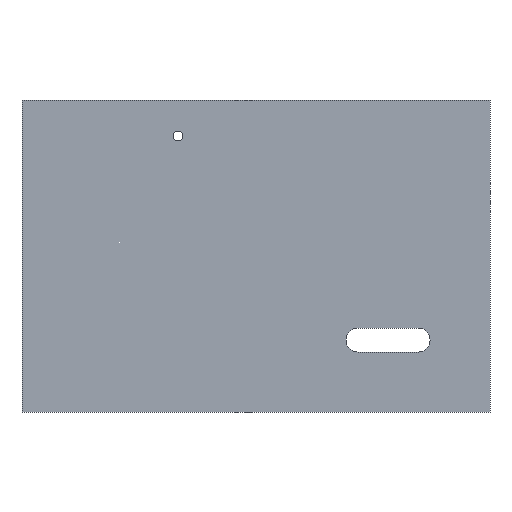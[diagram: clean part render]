
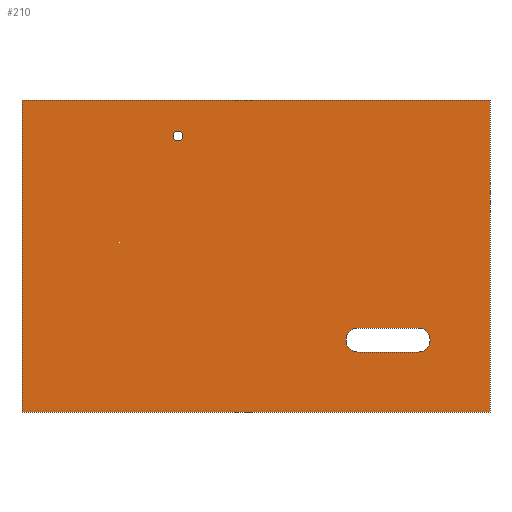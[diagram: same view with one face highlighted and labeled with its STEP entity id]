
A CAD part, front view. The second image highlights one B-rep face of the part: STEP entity #210.
In plain terms, the highlighted planar face has unit normal (0, -1, 0).
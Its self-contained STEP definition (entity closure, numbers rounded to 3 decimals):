
#21=LINE('',#393,#41);
#22=LINE('',#398,#42);
#23=LINE('',#401,#43);
#24=LINE('',#404,#44);
#25=LINE('',#406,#45);
#26=LINE('',#408,#46);
#41=VECTOR('',#334,1000.);
#42=VECTOR('',#337,1000.);
#43=VECTOR('',#340,1000.);
#44=VECTOR('',#341,1000.);
#45=VECTOR('',#342,1000.);
#46=VECTOR('',#343,1000.);
#64=ORIENTED_EDGE('',*,*,#116,.T.);
#65=ORIENTED_EDGE('',*,*,#117,.T.);
#66=ORIENTED_EDGE('',*,*,#118,.T.);
#67=ORIENTED_EDGE('',*,*,#119,.T.);
#68=ORIENTED_EDGE('',*,*,#120,.F.);
#69=ORIENTED_EDGE('',*,*,#121,.F.);
#70=ORIENTED_EDGE('',*,*,#122,.F.);
#71=ORIENTED_EDGE('',*,*,#123,.F.);
#72=ORIENTED_EDGE('',*,*,#124,.T.);
#116=EDGE_CURVE('',#142,#143,#21,.T.);
#117=EDGE_CURVE('',#143,#144,#154,.T.);
#118=EDGE_CURVE('',#144,#145,#22,.T.);
#119=EDGE_CURVE('',#145,#142,#155,.T.);
#120=EDGE_CURVE('',#146,#147,#23,.T.);
#121=EDGE_CURVE('',#148,#146,#24,.T.);
#122=EDGE_CURVE('',#149,#148,#25,.T.);
#123=EDGE_CURVE('',#147,#149,#26,.T.);
#124=EDGE_CURVE('',#150,#150,#156,.T.);
#142=VERTEX_POINT('',#394);
#143=VERTEX_POINT('',#395);
#144=VERTEX_POINT('',#397);
#145=VERTEX_POINT('',#399);
#146=VERTEX_POINT('',#402);
#147=VERTEX_POINT('',#403);
#148=VERTEX_POINT('',#405);
#149=VERTEX_POINT('',#407);
#150=VERTEX_POINT('',#410);
#154=CIRCLE('',#304,5.);
#155=CIRCLE('',#305,5.);
#156=CIRCLE('',#306,2.);
#160=EDGE_LOOP('',(#64,#65,#66,#67));
#161=EDGE_LOOP('',(#68,#69,#70,#71));
#162=EDGE_LOOP('',(#72));
#176=FACE_BOUND('',#160,.T.);
#177=FACE_BOUND('',#161,.T.);
#178=FACE_BOUND('',#162,.T.);
#190=PLANE('',#303);
#210=ADVANCED_FACE('',(#176,#177,#178),#190,.T.);
#303=AXIS2_PLACEMENT_3D('',#392,#332,#333);
#304=AXIS2_PLACEMENT_3D('',#396,#335,#336);
#305=AXIS2_PLACEMENT_3D('',#400,#338,#339);
#306=AXIS2_PLACEMENT_3D('',#409,#344,#345);
#332=DIRECTION('',(0.,-1.,0.));
#333=DIRECTION('',(0.,0.,-1.));
#334=DIRECTION('',(-1.,0.,0.));
#335=DIRECTION('',(0.,1.,0.));
#336=DIRECTION('',(0.,0.,1.));
#337=DIRECTION('',(1.,0.,0.));
#338=DIRECTION('',(0.,1.,0.));
#339=DIRECTION('',(0.,0.,1.));
#340=DIRECTION('',(0.,0.,-1.));
#341=DIRECTION('',(1.,0.,0.));
#342=DIRECTION('',(0.,0.,1.));
#343=DIRECTION('',(-1.,0.,0.));
#344=DIRECTION('',(0.,1.,0.));
#345=DIRECTION('',(0.,0.,1.));
#392=CARTESIAN_POINT('',(97.5,0.,-65.));
#393=CARTESIAN_POINT('',(42.5,0.,-40.));
#394=CARTESIAN_POINT('',(67.5,0.,-40.));
#395=CARTESIAN_POINT('',(42.5,0.,-40.));
#396=CARTESIAN_POINT('',(42.5,0.,-35.));
#397=CARTESIAN_POINT('',(42.5,0.,-30.));
#398=CARTESIAN_POINT('',(42.5,0.,-30.));
#399=CARTESIAN_POINT('',(67.5,0.,-30.));
#400=CARTESIAN_POINT('',(67.5,0.,-35.));
#401=CARTESIAN_POINT('',(97.5,0.,65.));
#402=CARTESIAN_POINT('',(97.5,0.,65.));
#403=CARTESIAN_POINT('',(97.5,0.,-65.));
#404=CARTESIAN_POINT('',(-97.5,0.,65.));
#405=CARTESIAN_POINT('',(-97.5,0.,65.));
#406=CARTESIAN_POINT('',(-97.5,0.,65.));
#407=CARTESIAN_POINT('',(-97.5,0.,-65.));
#408=CARTESIAN_POINT('',(-97.5,0.,-65.));
#409=CARTESIAN_POINT('',(-32.5,0.,50.));
#410=CARTESIAN_POINT('',(-32.5,0.,52.));
